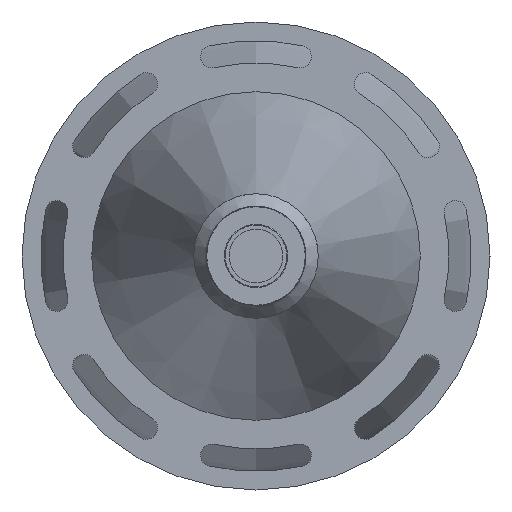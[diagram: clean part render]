
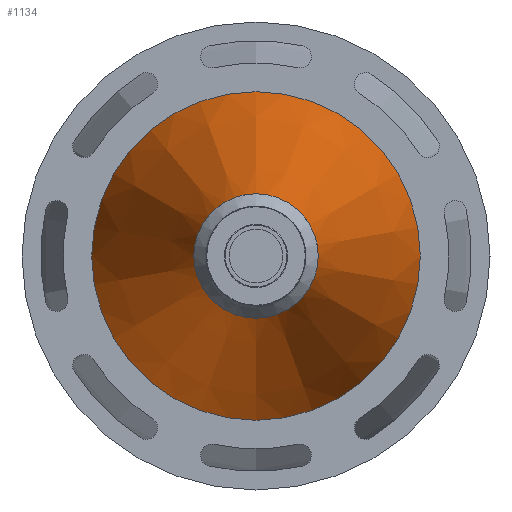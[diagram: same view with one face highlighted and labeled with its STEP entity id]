
A CAD part, left-side view. The second image highlights one B-rep face of the part: STEP entity #1134.
In plain terms, the highlighted conical face has half-angle 17 degrees and reference radius 66 mm.
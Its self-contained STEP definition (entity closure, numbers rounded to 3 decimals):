
#722 = CARTESIAN_POINT ( 'NONE',  ( 206.885, 0., 0. ) ) ;
#1098 = ORIENTED_EDGE ( 'NONE', *, *, #6394, .T. ) ;
#1134 = ADVANCED_FACE ( 'NONE', ( #5674, #5050 ), #5248, .T. ) ;
#1394 = DIRECTION ( 'NONE',  ( 0., 0., 1. ) ) ;
#1681 = DIRECTION ( 'NONE',  ( 0., 0., 1. ) ) ;
#2186 = CARTESIAN_POINT ( 'NONE',  ( 72.78, 0., 25. ) ) ;
#2667 = EDGE_LOOP ( 'NONE', ( #1098 ) ) ;
#2776 = CARTESIAN_POINT ( 'NONE',  ( 72.78, 0., 0. ) ) ;
#2956 = CARTESIAN_POINT ( 'NONE',  ( 206.885, 0., 66. ) ) ;
#3043 = AXIS2_PLACEMENT_3D ( 'NONE', #6377, #3622, #1394 ) ;
#3622 = DIRECTION ( 'NONE',  ( -1., 0., 0. ) ) ;
#3973 = AXIS2_PLACEMENT_3D ( 'NONE', #722, #5746, #6143 ) ;
#4466 = DIRECTION ( 'NONE',  ( -1., 0., 0. ) ) ;
#4488 = EDGE_CURVE ( 'NONE', #7162, #7162, #5988, .T. ) ;
#4550 = CIRCLE ( 'NONE', #3043, 66. ) ;
#4604 = VERTEX_POINT ( 'NONE', #2956 ) ;
#5050 = FACE_OUTER_BOUND ( 'NONE', #2667, .T. ) ;
#5248 = CONICAL_SURFACE ( 'NONE', #3973, 66., 0.297 ) ;
#5674 = FACE_BOUND ( 'NONE', #6583, .T. ) ;
#5725 = ORIENTED_EDGE ( 'NONE', *, *, #4488, .F. ) ;
#5746 = DIRECTION ( 'NONE',  ( 1., 0., 0. ) ) ;
#5988 = CIRCLE ( 'NONE', #6102, 25. ) ;
#6102 = AXIS2_PLACEMENT_3D ( 'NONE', #2776, #4466, #1681 ) ;
#6143 = DIRECTION ( 'NONE',  ( 0., 0., -1. ) ) ;
#6377 = CARTESIAN_POINT ( 'NONE',  ( 206.885, 0., 0. ) ) ;
#6394 = EDGE_CURVE ( 'NONE', #4604, #4604, #4550, .T. ) ;
#6583 = EDGE_LOOP ( 'NONE', ( #5725 ) ) ;
#7162 = VERTEX_POINT ( 'NONE', #2186 ) ;
